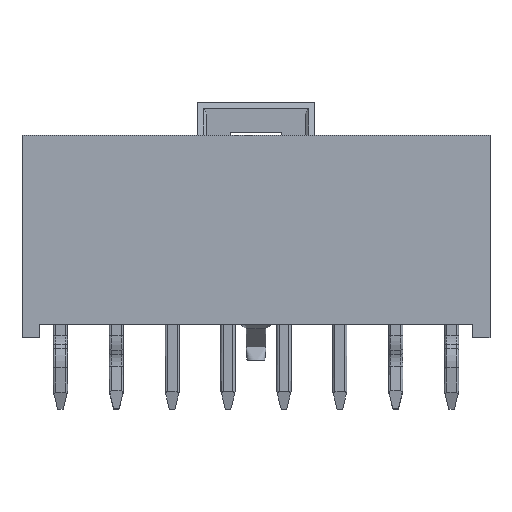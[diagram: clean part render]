
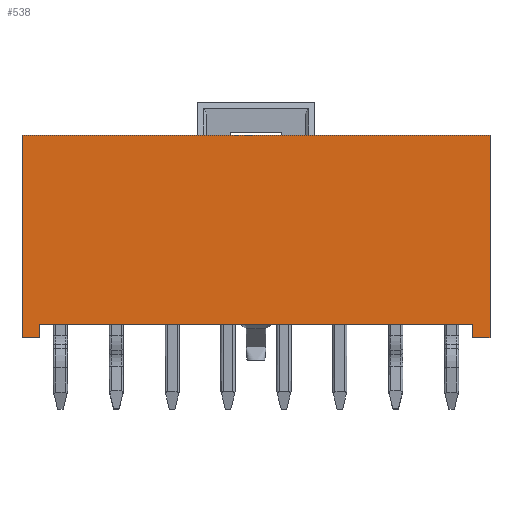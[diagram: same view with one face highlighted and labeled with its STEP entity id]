
A CAD part, front view. The second image highlights one B-rep face of the part: STEP entity #538.
In plain terms, the highlighted planar face has unit normal (0, -1, 0).
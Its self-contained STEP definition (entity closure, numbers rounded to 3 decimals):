
#174=CARTESIAN_POINT('',(-10.47,-1.74,0.));
#175=VERTEX_POINT('',#174);
#182=CARTESIAN_POINT('',(-10.47,-1.74,9.06));
#183=VERTEX_POINT('',#182);
#184=CARTESIAN_POINT('',(-10.47,-1.74,0.));
#185=DIRECTION('',(0.,0.,1.));
#186=VECTOR('',#185,9.06);
#187=LINE('',#184,#186);
#188=EDGE_CURVE('',#175,#183,#187,.T.);
#212=CARTESIAN_POINT('',(10.47,-1.74,0.));
#213=VERTEX_POINT('',#212);
#262=CARTESIAN_POINT('',(10.47,-1.74,9.06));
#263=VERTEX_POINT('',#262);
#270=CARTESIAN_POINT('',(10.47,-1.74,9.06));
#271=DIRECTION('',(0.,0.,-1.));
#272=VECTOR('',#271,9.06);
#273=LINE('',#270,#272);
#274=EDGE_CURVE('',#263,#213,#273,.T.);
#380=CARTESIAN_POINT('',(9.67,-1.74,0.));
#381=VERTEX_POINT('',#380);
#382=CARTESIAN_POINT('',(10.47,-1.74,0.));
#383=DIRECTION('',(-1.,0.,0.));
#384=VECTOR('',#383,0.8);
#385=LINE('',#382,#384);
#386=EDGE_CURVE('',#213,#381,#385,.T.);
#420=CARTESIAN_POINT('',(-9.67,-1.74,0.));
#421=VERTEX_POINT('',#420);
#428=CARTESIAN_POINT('',(-9.67,-1.74,0.));
#429=DIRECTION('',(-1.,0.,0.));
#430=VECTOR('',#429,0.8);
#431=LINE('',#428,#430);
#432=EDGE_CURVE('',#421,#175,#431,.T.);
#499=CARTESIAN_POINT('',(0.,-1.74,5.255));
#500=DIRECTION('',(1.,0.,0.));
#501=DIRECTION('',(0.,-1.,0.));
#502=AXIS2_PLACEMENT_3D('',#499,#501,#500);
#503=PLANE('',#502);
#504=ORIENTED_EDGE('',*,*,#432,.F.);
#505=CARTESIAN_POINT('',(-9.67,-1.74,0.6));
#506=VERTEX_POINT('',#505);
#507=CARTESIAN_POINT('',(-9.67,-1.74,0.));
#508=DIRECTION('',(0.,0.,1.));
#509=VECTOR('',#508,0.6);
#510=LINE('',#507,#509);
#511=EDGE_CURVE('',#421,#506,#510,.T.);
#512=ORIENTED_EDGE('',*,*,#511,.T.);
#513=CARTESIAN_POINT('',(9.67,-1.74,0.6));
#514=VERTEX_POINT('',#513);
#515=CARTESIAN_POINT('',(-9.67,-1.74,0.6));
#516=DIRECTION('',(1.,0.,0.));
#517=VECTOR('',#516,19.34);
#518=LINE('',#515,#517);
#519=EDGE_CURVE('',#506,#514,#518,.T.);
#520=ORIENTED_EDGE('',*,*,#519,.T.);
#521=CARTESIAN_POINT('',(9.67,-1.74,0.6));
#522=DIRECTION('',(0.,0.,-1.));
#523=VECTOR('',#522,0.6);
#524=LINE('',#521,#523);
#525=EDGE_CURVE('',#514,#381,#524,.T.);
#526=ORIENTED_EDGE('',*,*,#525,.T.);
#527=ORIENTED_EDGE('',*,*,#386,.F.);
#528=ORIENTED_EDGE('',*,*,#274,.F.);
#529=CARTESIAN_POINT('',(10.47,-1.74,9.06));
#530=DIRECTION('',(-1.,0.,0.));
#531=VECTOR('',#530,20.94);
#532=LINE('',#529,#531);
#533=EDGE_CURVE('',#263,#183,#532,.T.);
#534=ORIENTED_EDGE('',*,*,#533,.T.);
#535=ORIENTED_EDGE('',*,*,#188,.F.);
#536=EDGE_LOOP('',(#504,#512,#520,#526,#527,#528,#534,#535));
#537=FACE_OUTER_BOUND('',#536,.T.);
#538=ADVANCED_FACE('',(#537),#503,.T.);
